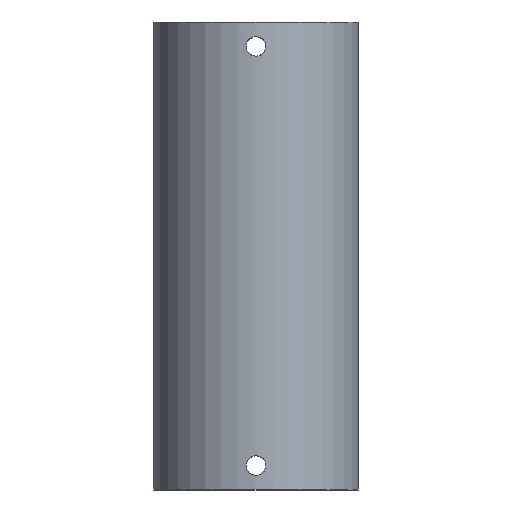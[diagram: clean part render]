
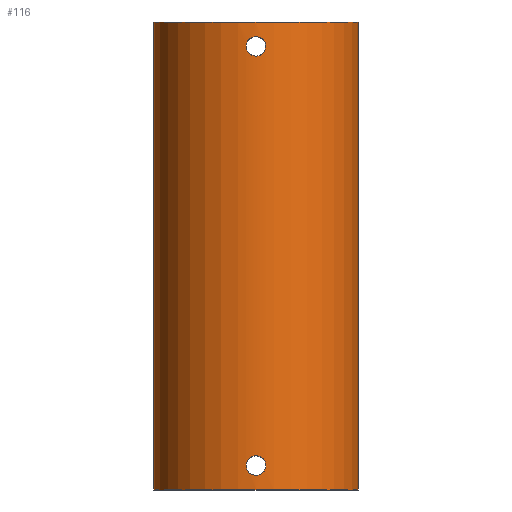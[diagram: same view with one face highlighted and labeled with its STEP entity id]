
A CAD part, top view. The second image highlights one B-rep face of the part: STEP entity #116.
In plain terms, the highlighted cylindrical face has radius 21 mm (diameter 42 mm), a partial arc.
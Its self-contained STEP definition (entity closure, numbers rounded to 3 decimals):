
#17=FACE_BOUND('',#34,.T.);
#18=FACE_BOUND('',#35,.T.);
#25=FACE_OUTER_BOUND('',#33,.T.);
#33=EDGE_LOOP('',(#98,#99,#100,#101));
#34=EDGE_LOOP('',(#102,#103));
#35=EDGE_LOOP('',(#104,#105));
#38=B_SPLINE_CURVE_WITH_KNOTS('',3,(#178,#179,#180,#181,#182,#183,#184,
#185,#186,#187,#188,#189,#190,#191,#192,#193,#194,#195),.UNSPECIFIED.,.F.,
 .F.,(4,2,2,2,2,2,2,2,4),(0.,0.075,0.151,0.226,
0.302,0.377,0.452,0.528,
0.603),.UNSPECIFIED.);
#39=B_SPLINE_CURVE_WITH_KNOTS('',3,(#196,#197,#198,#199,#200,#201,#202,
#203,#204,#205,#206,#207,#208,#209,#210,#211,#212,#213),.UNSPECIFIED.,.F.,
 .F.,(4,2,2,2,2,2,2,2,4),(0.603,0.678,0.754,
0.829,0.905,0.98,1.055,
1.131,1.206),.UNSPECIFIED.);
#40=B_SPLINE_CURVE_WITH_KNOTS('',3,(#220,#221,#222,#223,#224,#225,#226,
#227,#228,#229,#230,#231,#232,#233,#234,#235,#236,#237),.UNSPECIFIED.,.F.,
 .F.,(4,2,2,2,2,2,2,2,4),(0.,0.075,0.151,0.226,
0.302,0.377,0.452,0.528,
0.603),.UNSPECIFIED.);
#41=B_SPLINE_CURVE_WITH_KNOTS('',3,(#238,#239,#240,#241,#242,#243,#244,
#245,#246,#247,#248,#249,#250,#251,#252,#253,#254,#255),.UNSPECIFIED.,.F.,
 .F.,(4,2,2,2,2,2,2,2,4),(0.603,0.678,0.754,
0.829,0.905,0.98,1.055,
1.131,1.206),.UNSPECIFIED.);
#45=LINE('',#261,#51);
#47=LINE('',#264,#53);
#51=VECTOR('',#158,10.);
#53=VECTOR('',#160,10.);
#56=CIRCLE('',#139,21.);
#57=CIRCLE('',#140,21.);
#59=VERTEX_POINT('',#175);
#60=VERTEX_POINT('',#177);
#62=VERTEX_POINT('',#217);
#63=VERTEX_POINT('',#219);
#64=VERTEX_POINT('',#257);
#65=VERTEX_POINT('',#258);
#66=VERTEX_POINT('',#260);
#67=VERTEX_POINT('',#262);
#70=EDGE_CURVE('',#60,#59,#38,.T.);
#71=EDGE_CURVE('',#59,#60,#39,.T.);
#74=EDGE_CURVE('',#63,#62,#40,.T.);
#75=EDGE_CURVE('',#62,#63,#41,.T.);
#77=EDGE_CURVE('',#64,#66,#45,.T.);
#79=EDGE_CURVE('',#65,#67,#47,.T.);
#80=EDGE_CURVE('',#64,#65,#56,.T.);
#81=EDGE_CURVE('',#66,#67,#57,.T.);
#98=ORIENTED_EDGE('',*,*,#80,.T.);
#99=ORIENTED_EDGE('',*,*,#79,.T.);
#100=ORIENTED_EDGE('',*,*,#81,.F.);
#101=ORIENTED_EDGE('',*,*,#77,.F.);
#102=ORIENTED_EDGE('',*,*,#70,.T.);
#103=ORIENTED_EDGE('',*,*,#71,.T.);
#104=ORIENTED_EDGE('',*,*,#74,.T.);
#105=ORIENTED_EDGE('',*,*,#75,.T.);
#112=CYLINDRICAL_SURFACE('',#138,21.);
#116=ADVANCED_FACE('',(#25,#17,#18),#112,.T.);
#138=AXIS2_PLACEMENT_3D('',#265,#161,#162);
#139=AXIS2_PLACEMENT_3D('',#266,#163,#164);
#140=AXIS2_PLACEMENT_3D('',#267,#165,#166);
#158=DIRECTION('',(0.,1.,0.));
#160=DIRECTION('',(0.,1.,0.));
#161=DIRECTION('center_axis',(0.,1.,0.));
#162=DIRECTION('ref_axis',(-1.,0.,0.));
#163=DIRECTION('center_axis',(0.,1.,0.));
#164=DIRECTION('ref_axis',(-1.,0.,0.));
#165=DIRECTION('center_axis',(0.,1.,0.));
#166=DIRECTION('ref_axis',(-1.,0.,0.));
#175=CARTESIAN_POINT('',(19.,5.,20.905));
#177=CARTESIAN_POINT('',(23.,5.,20.905));
#178=CARTESIAN_POINT('Ctrl Pts',(23.,5.,20.905));
#179=CARTESIAN_POINT('Ctrl Pts',(23.,4.749,20.905));
#180=CARTESIAN_POINT('Ctrl Pts',(22.95,4.481,20.91));
#181=CARTESIAN_POINT('Ctrl Pts',(22.746,3.988,20.928));
#182=CARTESIAN_POINT('Ctrl Pts',(22.592,3.763,20.94));
#183=CARTESIAN_POINT('Ctrl Pts',(22.237,3.408,20.964));
#184=CARTESIAN_POINT('Ctrl Pts',(22.012,3.254,20.977));
#185=CARTESIAN_POINT('Ctrl Pts',(21.519,3.05,20.995));
#186=CARTESIAN_POINT('Ctrl Pts',(21.251,3.,21.));
#187=CARTESIAN_POINT('Ctrl Pts',(20.749,3.,21.));
#188=CARTESIAN_POINT('Ctrl Pts',(20.481,3.05,20.995));
#189=CARTESIAN_POINT('Ctrl Pts',(19.988,3.254,20.977));
#190=CARTESIAN_POINT('Ctrl Pts',(19.763,3.408,20.964));
#191=CARTESIAN_POINT('Ctrl Pts',(19.408,3.763,20.94));
#192=CARTESIAN_POINT('Ctrl Pts',(19.254,3.988,20.928));
#193=CARTESIAN_POINT('Ctrl Pts',(19.05,4.481,20.91));
#194=CARTESIAN_POINT('Ctrl Pts',(19.,4.749,20.905));
#195=CARTESIAN_POINT('Ctrl Pts',(19.,5.,20.905));
#196=CARTESIAN_POINT('Ctrl Pts',(19.,5.,20.905));
#197=CARTESIAN_POINT('Ctrl Pts',(19.,5.251,20.905));
#198=CARTESIAN_POINT('Ctrl Pts',(19.05,5.519,20.91));
#199=CARTESIAN_POINT('Ctrl Pts',(19.254,6.012,20.928));
#200=CARTESIAN_POINT('Ctrl Pts',(19.408,6.237,20.94));
#201=CARTESIAN_POINT('Ctrl Pts',(19.763,6.592,20.964));
#202=CARTESIAN_POINT('Ctrl Pts',(19.988,6.746,20.977));
#203=CARTESIAN_POINT('Ctrl Pts',(20.481,6.95,20.995));
#204=CARTESIAN_POINT('Ctrl Pts',(20.749,7.,21.));
#205=CARTESIAN_POINT('Ctrl Pts',(21.251,7.,21.));
#206=CARTESIAN_POINT('Ctrl Pts',(21.519,6.95,20.995));
#207=CARTESIAN_POINT('Ctrl Pts',(22.012,6.746,20.977));
#208=CARTESIAN_POINT('Ctrl Pts',(22.237,6.592,20.964));
#209=CARTESIAN_POINT('Ctrl Pts',(22.592,6.237,20.94));
#210=CARTESIAN_POINT('Ctrl Pts',(22.746,6.012,20.928));
#211=CARTESIAN_POINT('Ctrl Pts',(22.95,5.519,20.91));
#212=CARTESIAN_POINT('Ctrl Pts',(23.,5.251,20.905));
#213=CARTESIAN_POINT('Ctrl Pts',(23.,5.,20.905));
#217=CARTESIAN_POINT('',(19.,91.2,20.905));
#219=CARTESIAN_POINT('',(23.,91.2,20.905));
#220=CARTESIAN_POINT('Ctrl Pts',(23.,91.2,20.905));
#221=CARTESIAN_POINT('Ctrl Pts',(23.,90.949,20.905));
#222=CARTESIAN_POINT('Ctrl Pts',(22.95,90.681,20.91));
#223=CARTESIAN_POINT('Ctrl Pts',(22.746,90.188,20.928));
#224=CARTESIAN_POINT('Ctrl Pts',(22.592,89.963,20.94));
#225=CARTESIAN_POINT('Ctrl Pts',(22.237,89.608,20.964));
#226=CARTESIAN_POINT('Ctrl Pts',(22.012,89.454,20.977));
#227=CARTESIAN_POINT('Ctrl Pts',(21.519,89.25,20.995));
#228=CARTESIAN_POINT('Ctrl Pts',(21.251,89.2,21.));
#229=CARTESIAN_POINT('Ctrl Pts',(20.749,89.2,21.));
#230=CARTESIAN_POINT('Ctrl Pts',(20.481,89.25,20.995));
#231=CARTESIAN_POINT('Ctrl Pts',(19.988,89.454,20.977));
#232=CARTESIAN_POINT('Ctrl Pts',(19.763,89.608,20.964));
#233=CARTESIAN_POINT('Ctrl Pts',(19.408,89.963,20.94));
#234=CARTESIAN_POINT('Ctrl Pts',(19.254,90.188,20.928));
#235=CARTESIAN_POINT('Ctrl Pts',(19.05,90.681,20.91));
#236=CARTESIAN_POINT('Ctrl Pts',(19.,90.949,20.905));
#237=CARTESIAN_POINT('Ctrl Pts',(19.,91.2,20.905));
#238=CARTESIAN_POINT('Ctrl Pts',(19.,91.2,20.905));
#239=CARTESIAN_POINT('Ctrl Pts',(19.,91.451,20.905));
#240=CARTESIAN_POINT('Ctrl Pts',(19.05,91.719,20.91));
#241=CARTESIAN_POINT('Ctrl Pts',(19.254,92.212,20.928));
#242=CARTESIAN_POINT('Ctrl Pts',(19.408,92.437,20.94));
#243=CARTESIAN_POINT('Ctrl Pts',(19.763,92.792,20.964));
#244=CARTESIAN_POINT('Ctrl Pts',(19.988,92.946,20.977));
#245=CARTESIAN_POINT('Ctrl Pts',(20.481,93.15,20.995));
#246=CARTESIAN_POINT('Ctrl Pts',(20.749,93.2,21.));
#247=CARTESIAN_POINT('Ctrl Pts',(21.251,93.2,21.));
#248=CARTESIAN_POINT('Ctrl Pts',(21.519,93.15,20.995));
#249=CARTESIAN_POINT('Ctrl Pts',(22.012,92.946,20.977));
#250=CARTESIAN_POINT('Ctrl Pts',(22.237,92.792,20.964));
#251=CARTESIAN_POINT('Ctrl Pts',(22.592,92.437,20.94));
#252=CARTESIAN_POINT('Ctrl Pts',(22.746,92.212,20.928));
#253=CARTESIAN_POINT('Ctrl Pts',(22.95,91.719,20.91));
#254=CARTESIAN_POINT('Ctrl Pts',(23.,91.451,20.905));
#255=CARTESIAN_POINT('Ctrl Pts',(23.,91.2,20.905));
#257=CARTESIAN_POINT('',(0.,0.,0.));
#258=CARTESIAN_POINT('',(42.,0.,0.));
#260=CARTESIAN_POINT('',(0.,96.2,0.));
#261=CARTESIAN_POINT('',(0.,0.,0.));
#262=CARTESIAN_POINT('',(42.,96.2,0.));
#264=CARTESIAN_POINT('',(42.,0.,0.));
#265=CARTESIAN_POINT('Origin',(21.,0.,0.));
#266=CARTESIAN_POINT('Origin',(21.,0.,0.));
#267=CARTESIAN_POINT('Origin',(21.,96.2,0.));
